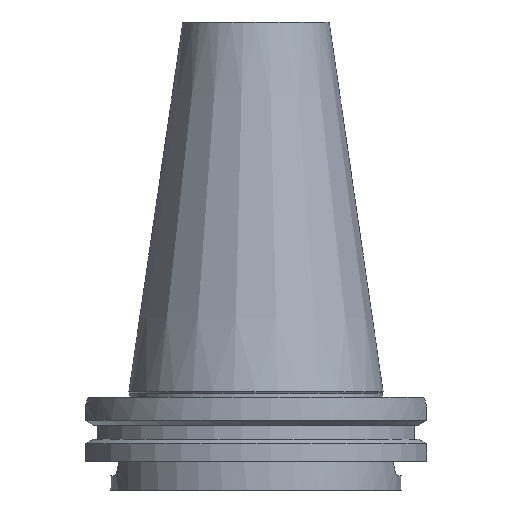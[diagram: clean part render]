
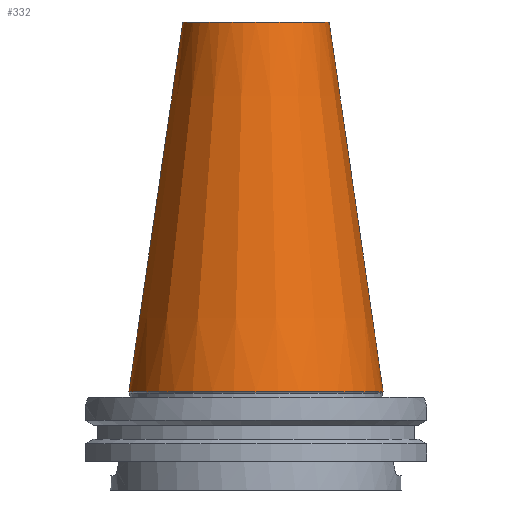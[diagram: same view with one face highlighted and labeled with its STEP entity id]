
A CAD part, front view. The second image highlights one B-rep face of the part: STEP entity #332.
In plain terms, the highlighted conical face has half-angle 8.298 degrees and reference radius 20.107 mm.
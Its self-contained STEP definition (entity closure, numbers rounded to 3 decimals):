
#109=CONICAL_SURFACE('',#1122,20.107,8.298);
#157=FACE_BOUND('',#469,.T.);
#158=FACE_BOUND('',#470,.T.);
#332=ADVANCED_FACE('CU_FL_CO_SU_1',(#157,#158),#109,.T.);
#469=EDGE_LOOP('',(#553));
#470=EDGE_LOOP('',(#554));
#553=ORIENTED_EDGE('',*,*,#940,.T.);
#554=ORIENTED_EDGE('',*,*,#938,.F.);
#837=VERTEX_POINT('',#1608);
#839=VERTEX_POINT('',#1614);
#938=EDGE_CURVE('',#837,#837,#1068,.T.);
#940=EDGE_CURVE('',#839,#839,#1070,.T.);
#1068=CIRCLE('',#1116,34.925);
#1070=CIRCLE('',#1120,20.107);
#1116=AXIS2_PLACEMENT_3D('',#1607,#1247,#1248);
#1120=AXIS2_PLACEMENT_3D('',#1613,#1255,#1256);
#1122=AXIS2_PLACEMENT_3D('',#1616,#1259,#1260);
#1247=DIRECTION('',(0.0,0.0,-1.0));
#1248=DIRECTION('',(-1.0,0.0,0.0));
#1255=DIRECTION('',(0.0,0.0,-1.0));
#1256=DIRECTION('',(-1.0,0.0,0.0));
#1259=DIRECTION('',(0.0,0.0,-1.0));
#1260=DIRECTION('',(-1.0,0.0,0.));
#1607=CARTESIAN_POINT('',(0.0,0.0,0.0));
#1608=CARTESIAN_POINT('',(-34.925,0.0,0.0));
#1613=CARTESIAN_POINT('',(0.0,0.0,101.6));
#1614=CARTESIAN_POINT('',(-20.107,0.0,101.6));
#1616=CARTESIAN_POINT('',(0.0,0.0,101.6));
